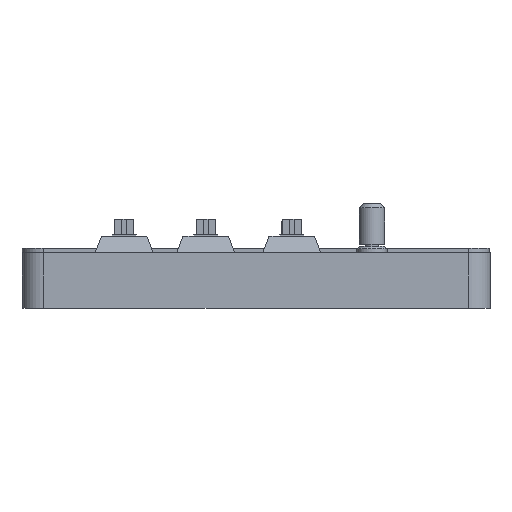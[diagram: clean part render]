
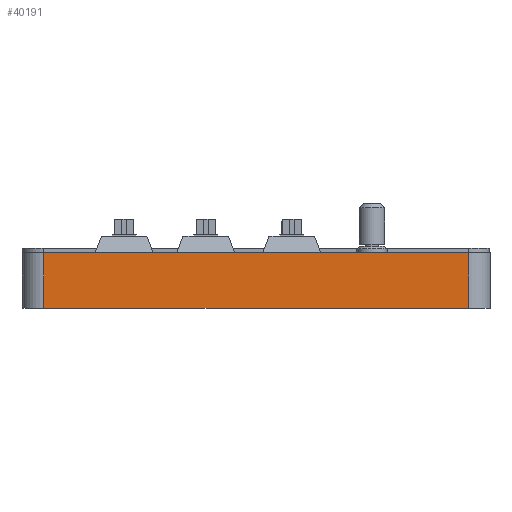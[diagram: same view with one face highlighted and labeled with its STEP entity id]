
A CAD part, front view. The second image highlights one B-rep face of the part: STEP entity #40191.
In plain terms, the highlighted planar face has unit normal (0, -1, 0).
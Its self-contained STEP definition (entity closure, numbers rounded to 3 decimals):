
#5120=LINE('',#68933,#9246);
#5124=LINE('',#68942,#9250);
#5144=LINE('',#68999,#9270);
#5145=LINE('',#69002,#9271);
#9246=VECTOR('',#53489,10.);
#9250=VECTOR('',#53497,10.);
#9270=VECTOR('',#53545,10.);
#9271=VECTOR('',#53550,10.);
#12455=FACE_OUTER_BOUND('',#14703,.T.);
#14703=EDGE_LOOP('',(#34308,#34309,#34310,#34311));
#19429=VERTEX_POINT('',#68926);
#19432=VERTEX_POINT('',#68931);
#19435=VERTEX_POINT('',#68941);
#19458=VERTEX_POINT('',#68998);
#24533=EDGE_CURVE('',#19432,#19429,#5120,.T.);
#24537=EDGE_CURVE('',#19429,#19435,#5124,.T.);
#24566=EDGE_CURVE('',#19435,#19458,#5144,.T.);
#24568=EDGE_CURVE('',#19458,#19432,#5145,.T.);
#34308=ORIENTED_EDGE('',*,*,#24533,.F.);
#34309=ORIENTED_EDGE('',*,*,#24568,.F.);
#34310=ORIENTED_EDGE('',*,*,#24566,.F.);
#34311=ORIENTED_EDGE('',*,*,#24537,.F.);
#38243=PLANE('',#44431);
#40191=ADVANCED_FACE('',(#12455),#38243,.T.);
#44431=AXIS2_PLACEMENT_3D('',#69001,#53548,#53549);
#53489=DIRECTION('',(0.,0.,1.));
#53497=DIRECTION('',(1.,0.,0.));
#53545=DIRECTION('',(0.,0.,-1.));
#53548=DIRECTION('center_axis',(0.,-1.,0.));
#53549=DIRECTION('ref_axis',(1.,0.,0.));
#53550=DIRECTION('',(-1.,0.,0.));
#68926=CARTESIAN_POINT('',(-125.345,-55.5,13.));
#68931=CARTESIAN_POINT('',(-125.345,-55.5,0.));
#68933=CARTESIAN_POINT('',(-125.345,-55.5,0.));
#68941=CARTESIAN_POINT('',(-26.345,-55.5,13.));
#68942=CARTESIAN_POINT('',(-21.345,-55.5,13.));
#68998=CARTESIAN_POINT('',(-26.345,-55.5,0.));
#68999=CARTESIAN_POINT('',(-26.345,-55.5,0.));
#69001=CARTESIAN_POINT('Origin',(-130.345,-55.5,0.));
#69002=CARTESIAN_POINT('',(-21.345,-55.5,0.));
